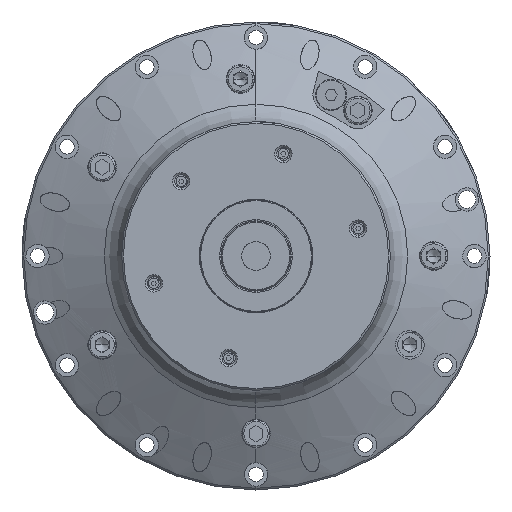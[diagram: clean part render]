
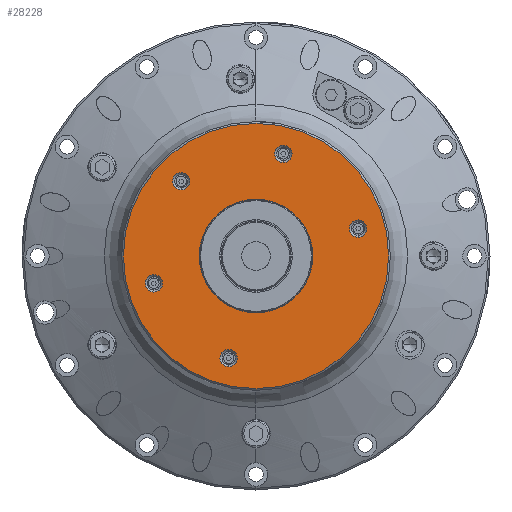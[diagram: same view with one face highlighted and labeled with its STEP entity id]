
A CAD part, left-side view. The second image highlights one B-rep face of the part: STEP entity #28228.
In plain terms, the highlighted planar face has unit normal (-1, 0, 0).
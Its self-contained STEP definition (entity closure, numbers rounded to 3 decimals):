
#285 = VERTEX_POINT ( 'NONE', #57825 ) ;
#339 = ORIENTED_EDGE ( 'NONE', *, *, #14511, .F. ) ;
#432 = DIRECTION ( 'NONE',  ( 0., 0., 1. ) ) ;
#650 = ORIENTED_EDGE ( 'NONE', *, *, #30049, .F. ) ;
#1060 = CARTESIAN_POINT ( 'NONE',  ( -448., 43.134, 38.134 ) ) ;
#1561 = EDGE_LOOP ( 'NONE', ( #25643, #35644 ) ) ;
#1715 = EDGE_CURVE ( 'NONE', #2639, #49659, #60688, .T. ) ;
#2153 = DIRECTION ( 'NONE',  ( 0., 0., -1. ) ) ;
#2208 = PLANE ( 'NONE',  #22323 ) ;
#2310 = DIRECTION ( 'NONE',  ( -1., 0., 0. ) ) ;
#2639 = VERTEX_POINT ( 'NONE', #1060 ) ;
#2750 = EDGE_CURVE ( 'NONE', #25491, #32546, #25921, .T. ) ;
#3964 = DIRECTION ( 'NONE',  ( -1., 0., 0. ) ) ;
#4510 = CARTESIAN_POINT ( 'NONE',  ( -448., 58.921, -10.788 ) ) ;
#4797 = CARTESIAN_POINT ( 'NONE',  ( -448., -15.788, 53.921 ) ) ;
#5598 = CARTESIAN_POINT ( 'NONE',  ( -448., -15.788, 58.921 ) ) ;
#7182 = CARTESIAN_POINT ( 'NONE',  ( -448., 43.134, 43.134 ) ) ;
#7425 = DIRECTION ( 'NONE',  ( 0., 0., 1. ) ) ;
#8133 = EDGE_CURVE ( 'NONE', #55360, #29225, #56212, .T. ) ;
#8665 = DIRECTION ( 'NONE',  ( -1., 0., 0. ) ) ;
#9320 = DIRECTION ( 'NONE',  ( 0., 0., 1. ) ) ;
#10906 = VERTEX_POINT ( 'NONE', #20684 ) ;
#11047 = VERTEX_POINT ( 'NONE', #58229 ) ;
#11066 = CARTESIAN_POINT ( 'NONE',  ( -448., 0., 0. ) ) ;
#12012 = CIRCLE ( 'NONE', #32855, 5. ) ;
#12124 = DIRECTION ( 'NONE',  ( 0., 0., 1. ) ) ;
#12177 = DIRECTION ( 'NONE',  ( -1., 0., 0. ) ) ;
#12195 = CARTESIAN_POINT ( 'NONE',  ( -448., 58.921, -15.788 ) ) ;
#12271 = EDGE_CURVE ( 'NONE', #10906, #42250, #48406, .T. ) ;
#13091 = CARTESIAN_POINT ( 'NONE',  ( -448., -58.921, 15.788 ) ) ;
#13223 = AXIS2_PLACEMENT_3D ( 'NONE', #11066, #54498, #37746 ) ;
#13228 = VERTEX_POINT ( 'NONE', #4797 ) ;
#14511 = EDGE_CURVE ( 'NONE', #285, #13228, #43581, .T. ) ;
#14585 = CARTESIAN_POINT ( 'NONE',  ( -448., 0., 0. ) ) ;
#15293 = DIRECTION ( 'NONE',  ( 0., 0., 1. ) ) ;
#15559 = EDGE_CURVE ( 'NONE', #49659, #2639, #12012, .T. ) ;
#16301 = FACE_BOUND ( 'NONE', #53302, .T. ) ;
#16997 = EDGE_LOOP ( 'NONE', ( #650, #44109 ) ) ;
#17514 = CIRCLE ( 'NONE', #33135, 5. ) ;
#17628 = AXIS2_PLACEMENT_3D ( 'NONE', #46164, #27899, #9320 ) ;
#18579 = AXIS2_PLACEMENT_3D ( 'NONE', #25410, #3964, #7425 ) ;
#18755 = EDGE_CURVE ( 'NONE', #60870, #30810, #29356, .T. ) ;
#19843 = FACE_BOUND ( 'NONE', #1561, .T. ) ;
#20027 = AXIS2_PLACEMENT_3D ( 'NONE', #13091, #44751, #59506 ) ;
#20315 = AXIS2_PLACEMENT_3D ( 'NONE', #27776, #20385, #2153 ) ;
#20385 = DIRECTION ( 'NONE',  ( -1., 0., 0. ) ) ;
#20576 = DIRECTION ( 'NONE',  ( 1., 0., 0. ) ) ;
#20684 = CARTESIAN_POINT ( 'NONE',  ( -448., 0., -76.5 ) ) ;
#22323 = AXIS2_PLACEMENT_3D ( 'NONE', #27606, #20576, #64513 ) ;
#22504 = CIRCLE ( 'NONE', #25190, 76.5 ) ;
#24375 = EDGE_CURVE ( 'NONE', #43246, #11047, #42870, .T. ) ;
#25190 = AXIS2_PLACEMENT_3D ( 'NONE', #63606, #48593, #43366 ) ;
#25317 = DIRECTION ( 'NONE',  ( -1., 0., 0. ) ) ;
#25410 = CARTESIAN_POINT ( 'NONE',  ( -448., 58.921, -15.788 ) ) ;
#25491 = VERTEX_POINT ( 'NONE', #27822 ) ;
#25643 = ORIENTED_EDGE ( 'NONE', *, *, #30754, .F. ) ;
#25921 = CIRCLE ( 'NONE', #20027, 5. ) ;
#26258 = DIRECTION ( 'NONE',  ( 0., 0., 1. ) ) ;
#26982 = EDGE_LOOP ( 'NONE', ( #339, #45323 ) ) ;
#27013 = DIRECTION ( 'NONE',  ( 0., 0., 1. ) ) ;
#27030 = EDGE_CURVE ( 'NONE', #29225, #55360, #58490, .T. ) ;
#27606 = CARTESIAN_POINT ( 'NONE',  ( -448., 77.5, 0. ) ) ;
#27776 = CARTESIAN_POINT ( 'NONE',  ( -448., 0., 0. ) ) ;
#27822 = CARTESIAN_POINT ( 'NONE',  ( -448., -58.921, 10.788 ) ) ;
#27899 = DIRECTION ( 'NONE',  ( -1., 0., 0. ) ) ;
#28228 = ADVANCED_FACE ( 'NONE', ( #41683, #55880, #39188, #53497, #35220, #19843, #16301 ), #2208, .F. ) ;
#28322 = AXIS2_PLACEMENT_3D ( 'NONE', #5598, #45388, #432 ) ;
#29225 = VERTEX_POINT ( 'NONE', #64260 ) ;
#29356 = CIRCLE ( 'NONE', #18579, 5. ) ;
#30049 = EDGE_CURVE ( 'NONE', #32546, #25491, #51134, .T. ) ;
#30754 = EDGE_CURVE ( 'NONE', #11047, #43246, #49895, .T. ) ;
#30810 = VERTEX_POINT ( 'NONE', #4510 ) ;
#30998 = EDGE_LOOP ( 'NONE', ( #48379, #50573 ) ) ;
#31198 = DIRECTION ( 'NONE',  ( -1., 0., 0. ) ) ;
#31711 = AXIS2_PLACEMENT_3D ( 'NONE', #49625, #25317, #15293 ) ;
#31926 = ORIENTED_EDGE ( 'NONE', *, *, #59376, .T. ) ;
#31927 = EDGE_LOOP ( 'NONE', ( #56891, #34245 ) ) ;
#32546 = VERTEX_POINT ( 'NONE', #42457 ) ;
#32855 = AXIS2_PLACEMENT_3D ( 'NONE', #7182, #34791, #59560 ) ;
#33135 = AXIS2_PLACEMENT_3D ( 'NONE', #12195, #12177, #12124 ) ;
#34245 = ORIENTED_EDGE ( 'NONE', *, *, #18755, .F. ) ;
#34591 = CARTESIAN_POINT ( 'NONE',  ( -448., 43.134, 48.134 ) ) ;
#34749 = ORIENTED_EDGE ( 'NONE', *, *, #8133, .F. ) ;
#34791 = DIRECTION ( 'NONE',  ( -1., 0., 0. ) ) ;
#35220 = FACE_BOUND ( 'NONE', #31927, .T. ) ;
#35644 = ORIENTED_EDGE ( 'NONE', *, *, #24375, .F. ) ;
#36590 = CARTESIAN_POINT ( 'NONE',  ( -448., 15.788, -58.921 ) ) ;
#37746 = DIRECTION ( 'NONE',  ( 0., 0., 1. ) ) ;
#38614 = ORIENTED_EDGE ( 'NONE', *, *, #27030, .F. ) ;
#39188 = FACE_BOUND ( 'NONE', #26982, .T. ) ;
#41683 = FACE_OUTER_BOUND ( 'NONE', #47009, .T. ) ;
#41879 = DIRECTION ( 'NONE',  ( 0., 0., 1. ) ) ;
#42250 = VERTEX_POINT ( 'NONE', #59690 ) ;
#42457 = CARTESIAN_POINT ( 'NONE',  ( -448., -58.921, 20.788 ) ) ;
#42870 = CIRCLE ( 'NONE', #50022, 5. ) ;
#43246 = VERTEX_POINT ( 'NONE', #51378 ) ;
#43366 = DIRECTION ( 'NONE',  ( 0., 0., -1. ) ) ;
#43581 = CIRCLE ( 'NONE', #28322, 5. ) ;
#44109 = ORIENTED_EDGE ( 'NONE', *, *, #2750, .F. ) ;
#44751 = DIRECTION ( 'NONE',  ( -1., 0., 0. ) ) ;
#45323 = ORIENTED_EDGE ( 'NONE', *, *, #64399, .F. ) ;
#45388 = DIRECTION ( 'NONE',  ( -1., 0., 0. ) ) ;
#46164 = CARTESIAN_POINT ( 'NONE',  ( -448., -58.921, 15.788 ) ) ;
#46804 = CARTESIAN_POINT ( 'NONE',  ( -448., 58.921, -20.788 ) ) ;
#47009 = EDGE_LOOP ( 'NONE', ( #58423, #31926 ) ) ;
#48379 = ORIENTED_EDGE ( 'NONE', *, *, #15559, .F. ) ;
#48406 = CIRCLE ( 'NONE', #20315, 76.5 ) ;
#48593 = DIRECTION ( 'NONE',  ( -1., 0., 0. ) ) ;
#49575 = EDGE_CURVE ( 'NONE', #30810, #60870, #17514, .T. ) ;
#49625 = CARTESIAN_POINT ( 'NONE',  ( -448., 43.134, 43.134 ) ) ;
#49659 = VERTEX_POINT ( 'NONE', #34591 ) ;
#49895 = CIRCLE ( 'NONE', #56962, 5. ) ;
#50022 = AXIS2_PLACEMENT_3D ( 'NONE', #36590, #62461, #26258 ) ;
#50028 = AXIS2_PLACEMENT_3D ( 'NONE', #14585, #2310, #27013 ) ;
#50573 = ORIENTED_EDGE ( 'NONE', *, *, #1715, .F. ) ;
#51134 = CIRCLE ( 'NONE', #17628, 5. ) ;
#51378 = CARTESIAN_POINT ( 'NONE',  ( -448., 15.788, -63.921 ) ) ;
#51840 = CARTESIAN_POINT ( 'NONE',  ( -448., 0., -32.75 ) ) ;
#53104 = DIRECTION ( 'NONE',  ( 0., 0., 1. ) ) ;
#53302 = EDGE_LOOP ( 'NONE', ( #38614, #34749 ) ) ;
#53497 = FACE_BOUND ( 'NONE', #30998, .T. ) ;
#54498 = DIRECTION ( 'NONE',  ( -1., 0., 0. ) ) ;
#55360 = VERTEX_POINT ( 'NONE', #51840 ) ;
#55880 = FACE_BOUND ( 'NONE', #16997, .T. ) ;
#56212 = CIRCLE ( 'NONE', #50028, 32.75 ) ;
#56891 = ORIENTED_EDGE ( 'NONE', *, *, #49575, .F. ) ;
#56962 = AXIS2_PLACEMENT_3D ( 'NONE', #58216, #8665, #41879 ) ;
#57825 = CARTESIAN_POINT ( 'NONE',  ( -448., -15.788, 63.921 ) ) ;
#58216 = CARTESIAN_POINT ( 'NONE',  ( -448., 15.788, -58.921 ) ) ;
#58229 = CARTESIAN_POINT ( 'NONE',  ( -448., 15.788, -53.921 ) ) ;
#58423 = ORIENTED_EDGE ( 'NONE', *, *, #12271, .T. ) ;
#58490 = CIRCLE ( 'NONE', #13223, 32.75 ) ;
#59376 = EDGE_CURVE ( 'NONE', #42250, #10906, #22504, .T. ) ;
#59506 = DIRECTION ( 'NONE',  ( 0., 0., 1. ) ) ;
#59560 = DIRECTION ( 'NONE',  ( 0., 0., 1. ) ) ;
#59690 = CARTESIAN_POINT ( 'NONE',  ( -448., 0., 76.5 ) ) ;
#60688 = CIRCLE ( 'NONE', #31711, 5. ) ;
#60870 = VERTEX_POINT ( 'NONE', #46804 ) ;
#60976 = CARTESIAN_POINT ( 'NONE',  ( -448., -15.788, 58.921 ) ) ;
#62461 = DIRECTION ( 'NONE',  ( -1., 0., 0. ) ) ;
#63606 = CARTESIAN_POINT ( 'NONE',  ( -448., 0., 0. ) ) ;
#64173 = AXIS2_PLACEMENT_3D ( 'NONE', #60976, #31198, #53104 ) ;
#64196 = CIRCLE ( 'NONE', #64173, 5. ) ;
#64260 = CARTESIAN_POINT ( 'NONE',  ( -448., 0., 32.75 ) ) ;
#64399 = EDGE_CURVE ( 'NONE', #13228, #285, #64196, .T. ) ;
#64513 = DIRECTION ( 'NONE',  ( 0., 0., -1. ) ) ;
